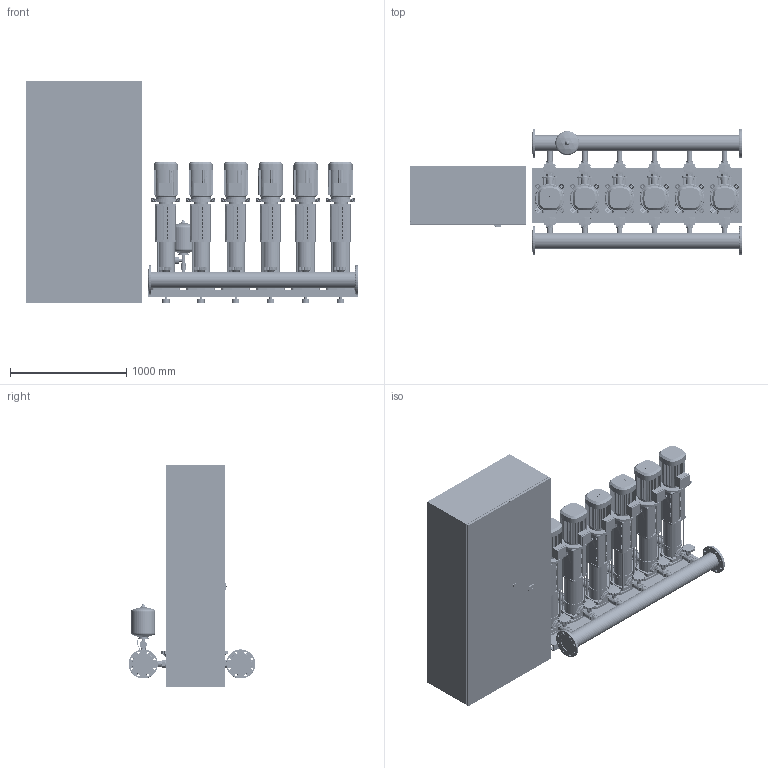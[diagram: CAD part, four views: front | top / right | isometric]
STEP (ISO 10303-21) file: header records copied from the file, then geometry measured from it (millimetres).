
FILE_DESCRIPTION((''),'2;1');
FILE_NAME('3d_COR-6HELIXV1608_K_CC-01-2532302.stp','2016-01-22T12:25:14',(''),(''),'Mechanical Desktop 2009','Mechanical Desktop 2009',', , ');
FILE_SCHEMA(('CONFIG_CONTROL_DESIGN'));
Length unit declared in the file: millimetre
Products named in the file (1): Product
Bounding box: 2850 x 1088 x 1900 mm (x, y, z)
Volume: 1196563201.4 mm3; surface area: 24940453.1 mm2
Topology: 292 solids, 292 shells, 11113 faces, 29567 edges, 19394 vertices
Faces by surface type: plane 4871, bspline 3004, cylinder 2572, cone 460, torus 168, sphere 38
Entity records: 369191 total; most frequent: CARTESIAN_POINT 92807, ORIENTED_EDGE 59086, DIRECTION 53161, EDGE_CURVE 29543, VECTOR 19477, LINE 19477, VERTEX_POINT 19392, AXIS2_PLACEMENT_3D 16842
